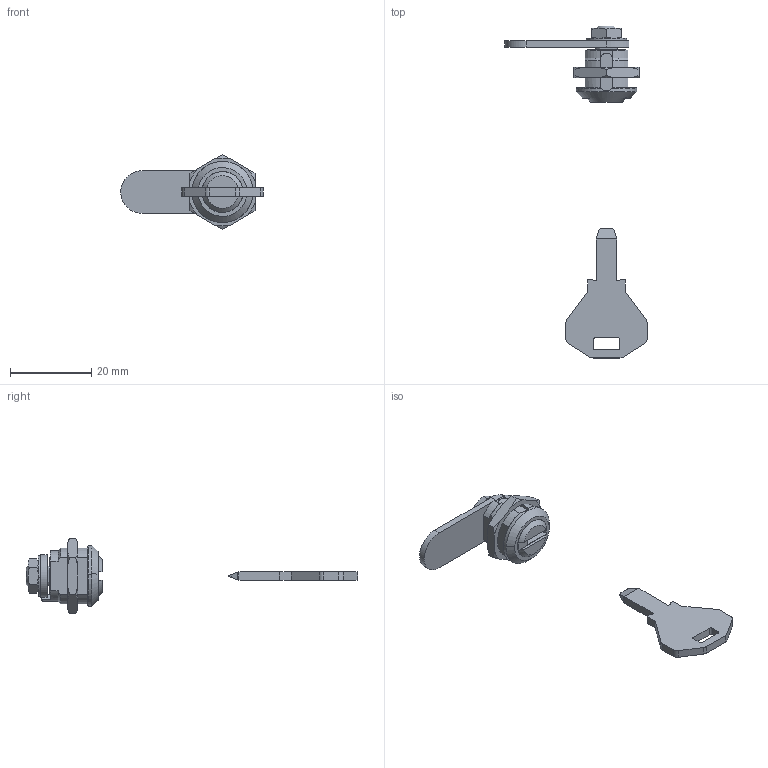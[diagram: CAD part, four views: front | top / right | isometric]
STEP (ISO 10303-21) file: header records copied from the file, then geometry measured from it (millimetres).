
FILE_DESCRIPTION((''),'2;1');
FILE_NAME('','2007-04-02T17:02:47',(''),(''),'','CADfix','');
FILE_SCHEMA(('AUTOMOTIVE_DESIGN { 1 0 10303 214 1 1 1 1 }'));
Length unit declared in the file: millimetre
Bounding box: 34.99 x 81.6 x 18.48 mm (x, y, z)
Volume: 2904.9 mm3; surface area: 3437.1 mm2
Topology: 6 solids, 6 shells, 194 faces, 552 edges, 372 vertices
Faces by surface type: bspline 194
Entity records: 6714 total; most frequent: CARTESIAN_POINT 3524, ORIENTED_EDGE 1104, EDGE_CURVE 552, VERTEX_POINT 372, QUASI_UNIFORM_CURVE 294, EDGE_LOOP 208, FACE_OUTER_BOUND 194, ADVANCED_FACE 194
